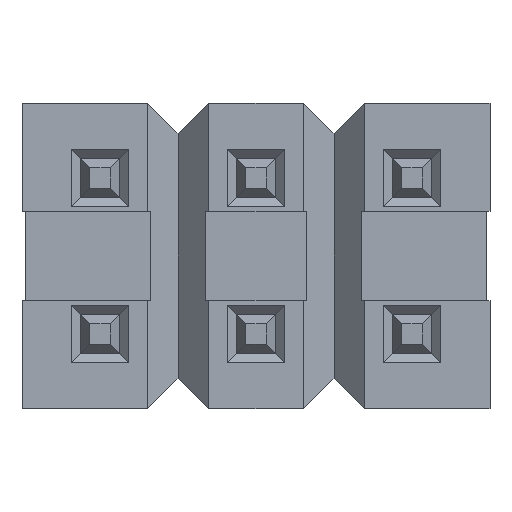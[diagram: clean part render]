
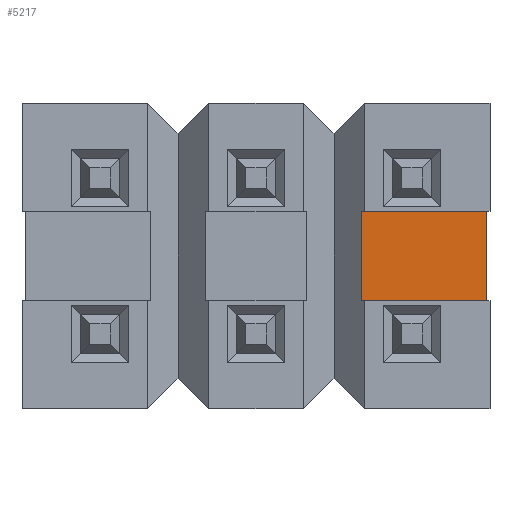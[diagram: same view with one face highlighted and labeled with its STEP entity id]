
A CAD part, front view. The second image highlights one B-rep face of the part: STEP entity #5217.
In plain terms, the highlighted planar face has unit normal (0, -1, 0).
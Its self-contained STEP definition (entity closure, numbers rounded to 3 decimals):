
#1681=DIRECTION('',(0.,0.,1.));
#1682=VECTOR('',#1681,1.45);
#1683=CARTESIAN_POINT('',(1.72,-1.095,-0.725));
#1684=LINE('',#1683,#1682);
#1685=DIRECTION('',(0.,0.,1.));
#1686=VECTOR('',#1685,1.45);
#1687=CARTESIAN_POINT('',(3.76,-1.095,-0.725));
#1688=LINE('',#1687,#1686);
#1689=DIRECTION('',(-1.,0.,0.));
#1690=VECTOR('',#1689,2.04);
#1691=CARTESIAN_POINT('',(3.76,-1.095,-0.725));
#1692=LINE('',#1691,#1690);
#1725=DIRECTION('',(-1.,0.,0.));
#1726=VECTOR('',#1725,2.04);
#1727=CARTESIAN_POINT('',(3.76,-1.095,0.725));
#1728=LINE('',#1727,#1726);
#2129=CARTESIAN_POINT('',(3.76,-1.095,-0.725));
#2130=CARTESIAN_POINT('',(3.76,-1.095,0.725));
#2131=VERTEX_POINT('',#2129);
#2132=VERTEX_POINT('',#2130);
#2146=CARTESIAN_POINT('',(1.72,-1.095,0.725));
#2148=VERTEX_POINT('',#2146);
#2157=CARTESIAN_POINT('',(1.72,-1.095,-0.725));
#2158=VERTEX_POINT('',#2157);
#5204=CARTESIAN_POINT('',(3.81,-1.095,-0.725));
#5205=DIRECTION('',(0.,1.,0.));
#5206=DIRECTION('',(0.,0.,1.));
#5207=AXIS2_PLACEMENT_3D('',#5204,#5205,#5206);
#5208=PLANE('',#5207);
#5209=ORIENTED_EDGE('',*,*,#4980,.T.);
#5211=ORIENTED_EDGE('',*,*,#5210,.F.);
#5213=ORIENTED_EDGE('',*,*,#5212,.F.);
#5214=ORIENTED_EDGE('',*,*,#5145,.T.);
#5215=EDGE_LOOP('',(#5209,#5211,#5213,#5214));
#5216=FACE_OUTER_BOUND('',#5215,.F.);
#5217=ADVANCED_FACE('',(#5216),#5208,.F.);
#4980=EDGE_CURVE('',#2158,#2148,#1684,.T.);
#5145=EDGE_CURVE('',#2131,#2158,#1692,.T.);
#5210=EDGE_CURVE('',#2132,#2148,#1728,.T.);
#5212=EDGE_CURVE('',#2131,#2132,#1688,.T.);
